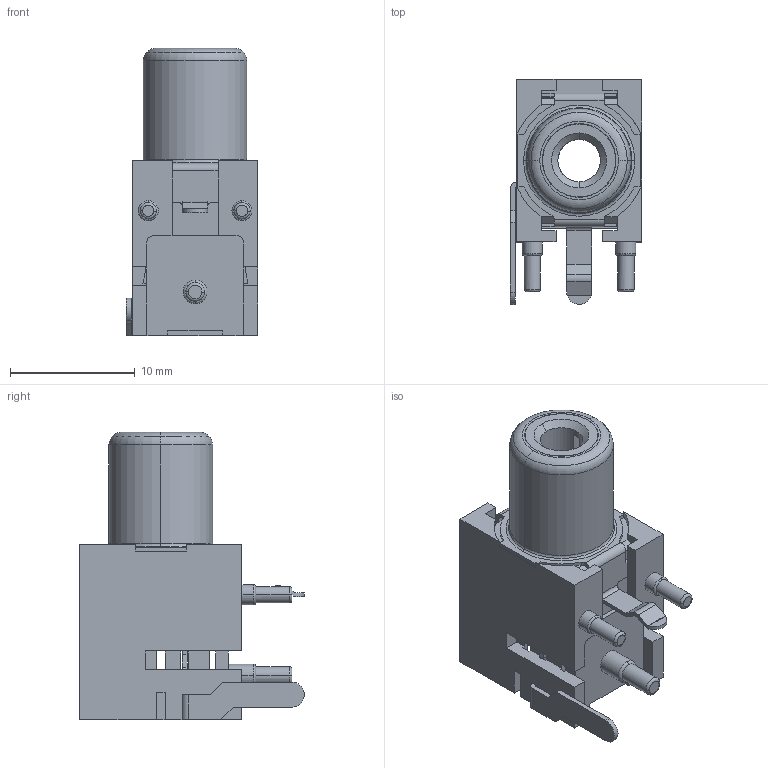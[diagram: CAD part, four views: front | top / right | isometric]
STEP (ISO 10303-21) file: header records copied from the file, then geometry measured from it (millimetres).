
FILE_DESCRIPTION((''),'2;1');
FILE_NAME('WTJ-032-07B','2014-06-18T',('Administrator'),(''),'PRO/ENGINEER BY PARAMETRIC TECHNOLOGY CORPORATION, 2009440','PRO/ENGINEER BY PARAMETRIC TECHNOLOGY CORPORATION, 2009440','');
FILE_SCHEMA(('AUTOMOTIVE_DESIGN_CC2 { 1 2 10303 214 -1 1 5 2 }'));
Length unit declared in the file: millimetre
Products named in the file (1): WTJ-032-07B
Bounding box: 10.5 x 18 x 23 mm (x, y, z)
Volume: 1194.5 mm3; surface area: 2797.3 mm2
Topology: 1 solids, 1 shells, 267 faces, 812 edges, 533 vertices
Faces by surface type: plane 180, cylinder 59, torus 26, cone 2
Entity records: 9152 total; most frequent: CARTESIAN_POINT 1658, ORIENTED_EDGE 1624, DIRECTION 1531, EDGE_CURVE 812, VECTOR 601, LINE 601, VERTEX_POINT 533, AXIS2_PLACEMENT_3D 465
